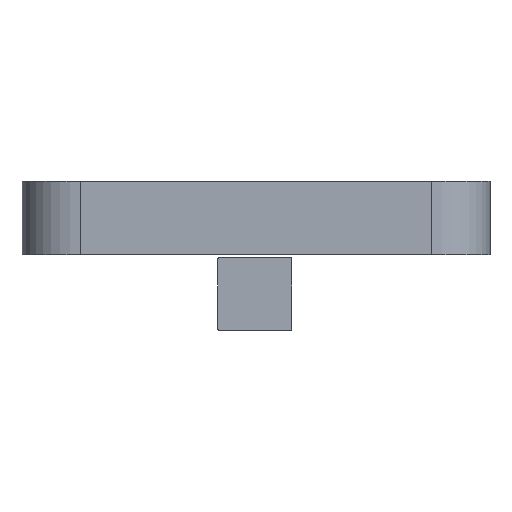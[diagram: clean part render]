
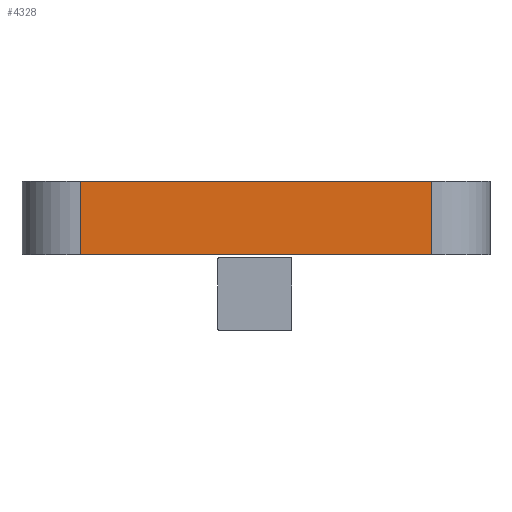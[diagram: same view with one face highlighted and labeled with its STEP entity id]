
A CAD part, front view. The second image highlights one B-rep face of the part: STEP entity #4328.
In plain terms, the highlighted planar face has unit normal (0, -1, 0).
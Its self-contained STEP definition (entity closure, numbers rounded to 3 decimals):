
#3190 = PLANE('',#3191);
#3191 = AXIS2_PLACEMENT_3D('',#3192,#3193,#3194);
#3192 = CARTESIAN_POINT('',(147.955,-101.6,1.6));
#3193 = DIRECTION('',(-0.,0.,-1.));
#3194 = DIRECTION('',(-1.,0.,0.));
#3244 = PLANE('',#3245);
#3245 = AXIS2_PLACEMENT_3D('',#3246,#3247,#3248);
#3246 = CARTESIAN_POINT('',(147.955,-101.6,0.));
#3247 = DIRECTION('',(-0.,0.,-1.));
#3248 = DIRECTION('',(-1.,0.,0.));
#3457 = VERTEX_POINT('',#3458);
#3458 = CARTESIAN_POINT('',(147.955,-113.03,0.));
#3477 = CYLINDRICAL_SURFACE('',#3478,1.27);
#3478 = AXIS2_PLACEMENT_3D('',#3479,#3480,#3481);
#3479 = CARTESIAN_POINT('',(147.955,-111.76,0.));
#3480 = DIRECTION('',(-0.,-0.,-1.));
#3481 = DIRECTION('',(1.,0.,-0.));
#3489 = EDGE_CURVE('',#3490,#3457,#3492,.T.);
#3490 = VERTEX_POINT('',#3491);
#3491 = CARTESIAN_POINT('',(140.335,-113.03,0.));
#3492 = SURFACE_CURVE('',#3493,(#3497,#3504),.PCURVE_S1.);
#3493 = LINE('',#3494,#3495);
#3494 = CARTESIAN_POINT('',(140.335,-113.03,0.));
#3495 = VECTOR('',#3496,1.);
#3496 = DIRECTION('',(1.,0.,0.));
#3497 = PCURVE('',#3244,#3498);
#3498 = DEFINITIONAL_REPRESENTATION('',(#3499),#3503);
#3499 = LINE('',#3500,#3501);
#3500 = CARTESIAN_POINT('',(7.62,-11.43));
#3501 = VECTOR('',#3502,1.);
#3502 = DIRECTION('',(-1.,0.));
#3503 = ( GEOMETRIC_REPRESENTATION_CONTEXT(2) 
PARAMETRIC_REPRESENTATION_CONTEXT() REPRESENTATION_CONTEXT('2D SPACE',''
  ) );
#3504 = PCURVE('',#3505,#3510);
#3505 = PLANE('',#3506);
#3506 = AXIS2_PLACEMENT_3D('',#3507,#3508,#3509);
#3507 = CARTESIAN_POINT('',(140.335,-113.03,0.));
#3508 = DIRECTION('',(0.,1.,0.));
#3509 = DIRECTION('',(1.,0.,0.));
#3510 = DEFINITIONAL_REPRESENTATION('',(#3511),#3515);
#3511 = LINE('',#3512,#3513);
#3512 = CARTESIAN_POINT('',(0.,0.));
#3513 = VECTOR('',#3514,1.);
#3514 = DIRECTION('',(1.,0.));
#3515 = ( GEOMETRIC_REPRESENTATION_CONTEXT(2) 
PARAMETRIC_REPRESENTATION_CONTEXT() REPRESENTATION_CONTEXT('2D SPACE',''
  ) );
#3538 = CYLINDRICAL_SURFACE('',#3539,1.27);
#3539 = AXIS2_PLACEMENT_3D('',#3540,#3541,#3542);
#3540 = CARTESIAN_POINT('',(140.335,-111.76,0.));
#3541 = DIRECTION('',(-0.,-0.,-1.));
#3542 = DIRECTION('',(1.,0.,-0.));
#3881 = VERTEX_POINT('',#3882);
#3882 = CARTESIAN_POINT('',(147.955,-113.03,1.6));
#3908 = EDGE_CURVE('',#3909,#3881,#3911,.T.);
#3909 = VERTEX_POINT('',#3910);
#3910 = CARTESIAN_POINT('',(140.335,-113.03,1.6));
#3911 = SURFACE_CURVE('',#3912,(#3916,#3923),.PCURVE_S1.);
#3912 = LINE('',#3913,#3914);
#3913 = CARTESIAN_POINT('',(140.335,-113.03,1.6));
#3914 = VECTOR('',#3915,1.);
#3915 = DIRECTION('',(1.,0.,0.));
#3916 = PCURVE('',#3190,#3917);
#3917 = DEFINITIONAL_REPRESENTATION('',(#3918),#3922);
#3918 = LINE('',#3919,#3920);
#3919 = CARTESIAN_POINT('',(7.62,-11.43));
#3920 = VECTOR('',#3921,1.);
#3921 = DIRECTION('',(-1.,0.));
#3922 = ( GEOMETRIC_REPRESENTATION_CONTEXT(2) 
PARAMETRIC_REPRESENTATION_CONTEXT() REPRESENTATION_CONTEXT('2D SPACE',''
  ) );
#3923 = PCURVE('',#3505,#3924);
#3924 = DEFINITIONAL_REPRESENTATION('',(#3925),#3929);
#3925 = LINE('',#3926,#3927);
#3926 = CARTESIAN_POINT('',(0.,-1.6));
#3927 = VECTOR('',#3928,1.);
#3928 = DIRECTION('',(1.,0.));
#3929 = ( GEOMETRIC_REPRESENTATION_CONTEXT(2) 
PARAMETRIC_REPRESENTATION_CONTEXT() REPRESENTATION_CONTEXT('2D SPACE',''
  ) );
#4278 = EDGE_CURVE('',#3457,#3881,#4279,.T.);
#4279 = SURFACE_CURVE('',#4280,(#4284,#4291),.PCURVE_S1.);
#4280 = LINE('',#4281,#4282);
#4281 = CARTESIAN_POINT('',(147.955,-113.03,0.));
#4282 = VECTOR('',#4283,1.);
#4283 = DIRECTION('',(0.,0.,1.));
#4284 = PCURVE('',#3477,#4285);
#4285 = DEFINITIONAL_REPRESENTATION('',(#4286),#4290);
#4286 = LINE('',#4287,#4288);
#4287 = CARTESIAN_POINT('',(-4.712,0.));
#4288 = VECTOR('',#4289,1.);
#4289 = DIRECTION('',(-0.,-1.));
#4290 = ( GEOMETRIC_REPRESENTATION_CONTEXT(2) 
PARAMETRIC_REPRESENTATION_CONTEXT() REPRESENTATION_CONTEXT('2D SPACE',''
  ) );
#4291 = PCURVE('',#3505,#4292);
#4292 = DEFINITIONAL_REPRESENTATION('',(#4293),#4297);
#4293 = LINE('',#4294,#4295);
#4294 = CARTESIAN_POINT('',(7.62,0.));
#4295 = VECTOR('',#4296,1.);
#4296 = DIRECTION('',(0.,-1.));
#4297 = ( GEOMETRIC_REPRESENTATION_CONTEXT(2) 
PARAMETRIC_REPRESENTATION_CONTEXT() REPRESENTATION_CONTEXT('2D SPACE',''
  ) );
#4307 = EDGE_CURVE('',#3490,#3909,#4308,.T.);
#4308 = SURFACE_CURVE('',#4309,(#4313,#4320),.PCURVE_S1.);
#4309 = LINE('',#4310,#4311);
#4310 = CARTESIAN_POINT('',(140.335,-113.03,0.));
#4311 = VECTOR('',#4312,1.);
#4312 = DIRECTION('',(0.,0.,1.));
#4313 = PCURVE('',#3538,#4314);
#4314 = DEFINITIONAL_REPRESENTATION('',(#4315),#4319);
#4315 = LINE('',#4316,#4317);
#4316 = CARTESIAN_POINT('',(-4.712,0.));
#4317 = VECTOR('',#4318,1.);
#4318 = DIRECTION('',(-0.,-1.));
#4319 = ( GEOMETRIC_REPRESENTATION_CONTEXT(2) 
PARAMETRIC_REPRESENTATION_CONTEXT() REPRESENTATION_CONTEXT('2D SPACE',''
  ) );
#4320 = PCURVE('',#3505,#4321);
#4321 = DEFINITIONAL_REPRESENTATION('',(#4322),#4326);
#4322 = LINE('',#4323,#4324);
#4323 = CARTESIAN_POINT('',(0.,0.));
#4324 = VECTOR('',#4325,1.);
#4325 = DIRECTION('',(0.,-1.));
#4326 = ( GEOMETRIC_REPRESENTATION_CONTEXT(2) 
PARAMETRIC_REPRESENTATION_CONTEXT() REPRESENTATION_CONTEXT('2D SPACE',''
  ) );
#4328 = ADVANCED_FACE('',(#4329),#3505,.F.);
#4329 = FACE_BOUND('',#4330,.F.);
#4330 = EDGE_LOOP('',(#4331,#4332,#4333,#4334));
#4331 = ORIENTED_EDGE('',*,*,#4307,.T.);
#4332 = ORIENTED_EDGE('',*,*,#3908,.T.);
#4333 = ORIENTED_EDGE('',*,*,#4278,.F.);
#4334 = ORIENTED_EDGE('',*,*,#3489,.F.);
